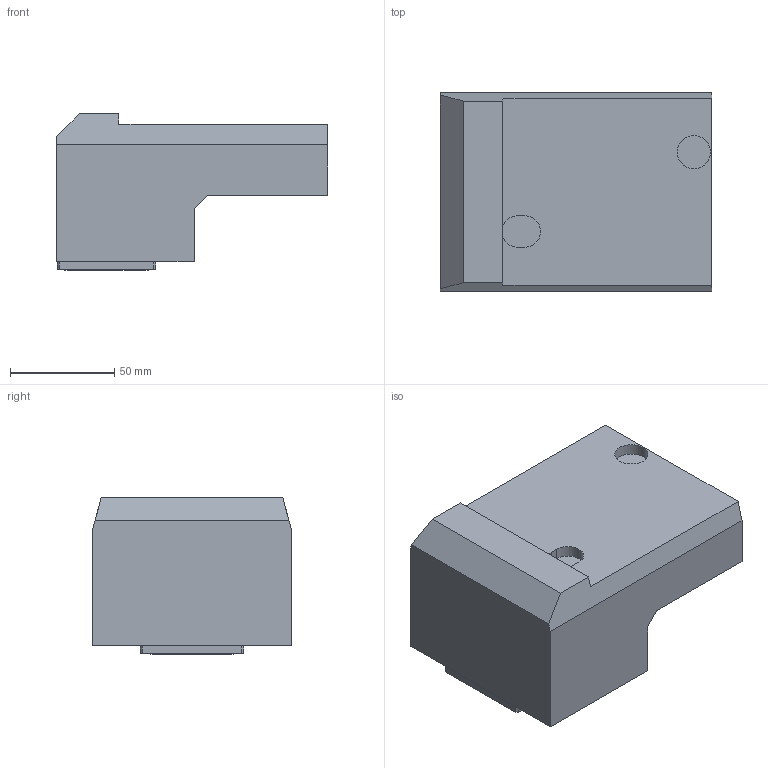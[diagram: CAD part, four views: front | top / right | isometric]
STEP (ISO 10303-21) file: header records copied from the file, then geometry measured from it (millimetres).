
FILE_DESCRIPTION(/* description */ (''),/* implementation_level */ '2;1');
FILE_NAME(/* name */ '1593590588757.stp',/* time_stamp */ '2020-07-01T10:03:15+02:00',/* author */ (''),/* organization */ ('SMS'),/* preprocessor_version */ 'ST-DEVELOPER v16.7',/* originating_system */ 'SIEMENS PLM Software NX 12.0',/* authorisation */ '');
FILE_SCHEMA (('AUTOMOTIVE_DESIGN { 1 0 10303 214 3 1 1 1 }'));
Length unit declared in the file: millimetre
Products named in the file (1): 200835922mod000_03
Bounding box: 130 x 95 x 75 mm (x, y, z)
Volume: 618989.9 mm3; surface area: 53167.1 mm2
Topology: 1 solids, 1 shells, 44 faces, 107 edges, 74 vertices
Faces by surface type: plane 32, cylinder 6, cone 6
Full cylindrical faces by diameter (mm): 2.5 x1, 16 x1, 31.6 x1, 40.013 x1
Entity records: 1383 total; most frequent: CARTESIAN_POINT 280, DIRECTION 222, ORIENTED_EDGE 204, EDGE_CURVE 102, LINE 76, VECTOR 76, AXIS2_PLACEMENT_3D 73, VERTEX_POINT 70
